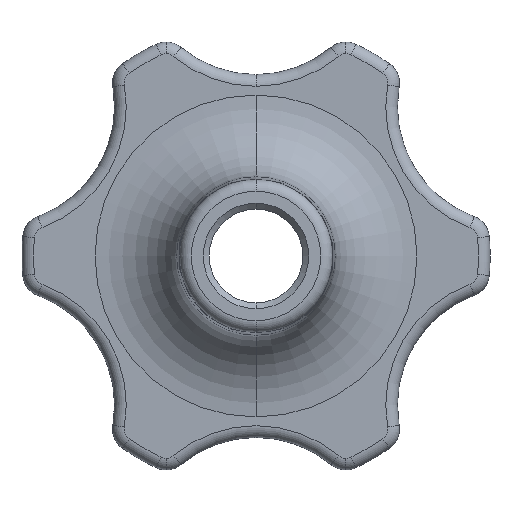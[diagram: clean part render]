
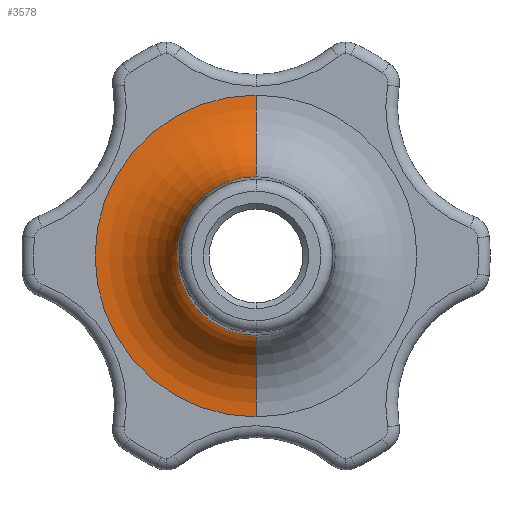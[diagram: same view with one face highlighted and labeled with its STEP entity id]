
A CAD part, front view. The second image highlights one B-rep face of the part: STEP entity #3578.
In plain terms, the highlighted toroidal (fillet/blend) face has major radius 13.755 mm and minor radius 7 mm.
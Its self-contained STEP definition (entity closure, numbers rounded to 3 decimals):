
#353 = ORIENTED_EDGE ( 'NONE', *, *, #3772, .F. ) ;
#354 = ORIENTED_EDGE ( 'NONE', *, *, #3773, .F. ) ;
#355 = ORIENTED_EDGE ( 'NONE', *, *, #3768, .T. ) ;
#356 = ORIENTED_EDGE ( 'NONE', *, *, #3774, .F. ) ;
#404 = EDGE_LOOP ( 'NONE', ( #353, #355, #354, #356 ) ) ;
#909 = CARTESIAN_POINT ( 'NONE',  ( 0., -7., 13.754 ) ) ;
#913 = DIRECTION ( 'NONE',  ( 1., 0., 0. ) ) ;
#914 = DIRECTION ( 'NONE',  ( 0., 0., -1. ) ) ;
#915 = CARTESIAN_POINT ( 'NONE',  ( 0., -6.75, 0. ) ) ;
#916 = DIRECTION ( 'NONE',  ( 0., -1., 0. ) ) ;
#917 = DIRECTION ( 'NONE',  ( 0., 0., -1. ) ) ;
#918 = CARTESIAN_POINT ( 'NONE',  ( 0., 0., 0. ) ) ;
#919 = DIRECTION ( 'NONE',  ( 0., 1., 0. ) ) ;
#920 = DIRECTION ( 'NONE',  ( 0., 0., -1. ) ) ;
#921 = CARTESIAN_POINT ( 'NONE',  ( 0., -7., -13.754 ) ) ;
#922 = DIRECTION ( 'NONE',  ( -1., 0., 0. ) ) ;
#923 = DIRECTION ( 'NONE',  ( 0., 0., 1. ) ) ;
#1750 = VERTEX_POINT ( 'NONE', #1949 ) ;
#1751 = VERTEX_POINT ( 'NONE', #1950 ) ;
#1754 = VERTEX_POINT ( 'NONE', #1953 ) ;
#1755 = VERTEX_POINT ( 'NONE', #1954 ) ;
#1949 = CARTESIAN_POINT ( 'NONE',  ( 0., -6.75, -6.759 ) ) ;
#1950 = CARTESIAN_POINT ( 'NONE',  ( 0., 0., -13.754 ) ) ;
#1953 = CARTESIAN_POINT ( 'NONE',  ( 0., -6.75, 6.759 ) ) ;
#1954 = CARTESIAN_POINT ( 'NONE',  ( 0., 0., 13.754 ) ) ;
#2091 = FACE_OUTER_BOUND ( 'NONE', #404, .T. ) ;
#2094 = AXIS2_PLACEMENT_3D ( 'NONE', #3310, #3311, #3312 ) ;
#3036 = AXIS2_PLACEMENT_3D ( 'NONE', #921, #922, #923 ) ;
#3046 = AXIS2_PLACEMENT_3D ( 'NONE', #909, #913, #914 ) ;
#3048 = AXIS2_PLACEMENT_3D ( 'NONE', #915, #916, #917 ) ;
#3049 = AXIS2_PLACEMENT_3D ( 'NONE', #918, #919, #920 ) ;
#3310 = CARTESIAN_POINT ( 'NONE',  ( 0., -7., 0. ) ) ;
#3311 = DIRECTION ( 'NONE',  ( 0., -1., 0. ) ) ;
#3312 = DIRECTION ( 'NONE',  ( 0., 0., -1. ) ) ;
#3424 = TOROIDAL_SURFACE ( 'NONE', #2094, 13.754, 7. ) ;
#3483 = CIRCLE ( 'NONE', #3049, 13.754 ) ;
#3484 = CIRCLE ( 'NONE', #3036, 7. ) ;
#3489 = CIRCLE ( 'NONE', #3046, 7. ) ;
#3496 = CIRCLE ( 'NONE', #3048, 6.759 ) ;
#3578 = ADVANCED_FACE ( 'NONE', ( #2091 ), #3424, .F. ) ;
#3768 = EDGE_CURVE ( 'NONE', #1754, #1755, #3489, .T. ) ;
#3772 = EDGE_CURVE ( 'NONE', #1754, #1750, #3496, .T. ) ;
#3773 = EDGE_CURVE ( 'NONE', #1751, #1755, #3483, .T. ) ;
#3774 = EDGE_CURVE ( 'NONE', #1750, #1751, #3484, .T. ) ;
